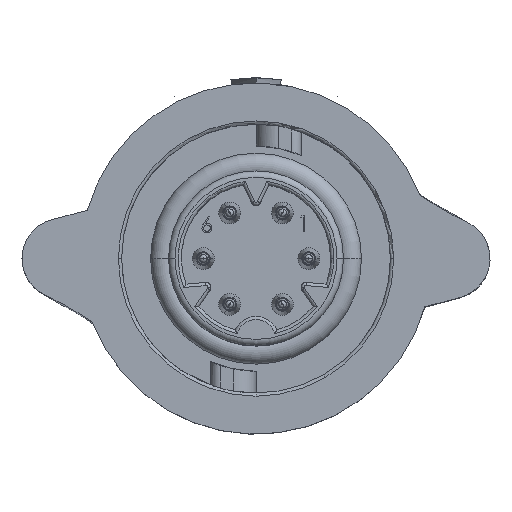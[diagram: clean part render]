
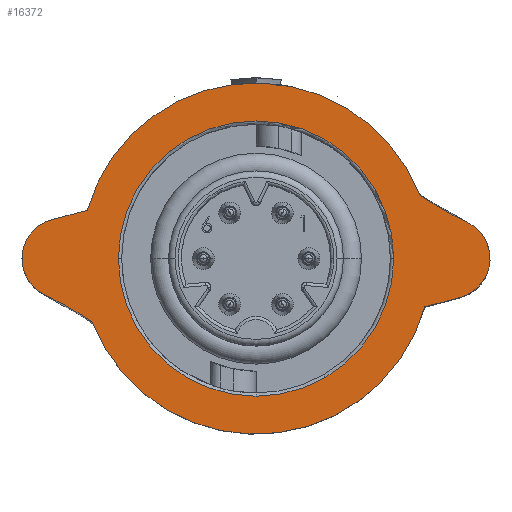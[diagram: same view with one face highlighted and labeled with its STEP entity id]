
A CAD part, top view. The second image highlights one B-rep face of the part: STEP entity #16372.
In plain terms, the highlighted planar face has unit normal (0, 0, 1).
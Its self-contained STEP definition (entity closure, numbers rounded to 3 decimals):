
#50 = AXIS2_PLACEMENT_3D ( 'NONE', #19614, #5826, #10931 ) ;
#272 = EDGE_CURVE ( 'NONE', #1950, #17957, #20780, .T. ) ;
#430 = DIRECTION ( 'NONE',  ( 0., 0., 1. ) ) ;
#458 = CIRCLE ( 'NONE', #10958, 5.436 ) ;
#1020 = EDGE_CURVE ( 'NONE', #14048, #4304, #21702, .T. ) ;
#1463 = VERTEX_POINT ( 'NONE', #7256 ) ;
#1627 = AXIS2_PLACEMENT_3D ( 'NONE', #21065, #9485, #5255 ) ;
#1697 = DIRECTION ( 'NONE',  ( 0., 0., -1. ) ) ;
#1705 = EDGE_CURVE ( 'NONE', #20761, #19055, #10240, .T. ) ;
#1950 = VERTEX_POINT ( 'NONE', #18585 ) ;
#2268 = ORIENTED_EDGE ( 'NONE', *, *, #13870, .T. ) ;
#2644 = CIRCLE ( 'NONE', #13131, 6.934 ) ;
#2670 = EDGE_LOOP ( 'NONE', ( #6685, #11053, #20168, #9809, #16359, #2268, #20161, #8387, #10633 ) ) ;
#2989 = DIRECTION ( 'NONE',  ( 0.966, 0.259, 0. ) ) ;
#3338 = AXIS2_PLACEMENT_3D ( 'NONE', #12688, #5111, #19647 ) ;
#3743 = CARTESIAN_POINT ( 'NONE',  ( 0., 0., 18.72 ) ) ;
#3907 = CARTESIAN_POINT ( 'NONE',  ( 8.342, 1.431, 18.72 ) ) ;
#4101 = DIRECTION ( 'NONE',  ( -1., 0., 0. ) ) ;
#4304 = VERTEX_POINT ( 'NONE', #3907 ) ;
#4743 = CARTESIAN_POINT ( 'NONE',  ( -8.065, 1.533, 18.72 ) ) ;
#4955 = EDGE_CURVE ( 'NONE', #15328, #20235, #12519, .T. ) ;
#5036 = DIRECTION ( 'NONE',  ( -1., 0., 0. ) ) ;
#5111 = DIRECTION ( 'NONE',  ( 0., 0., -1. ) ) ;
#5184 = VECTOR ( 'NONE', #2989, 1000. ) ;
#5255 = DIRECTION ( 'NONE',  ( -1., 0., 0. ) ) ;
#5826 = DIRECTION ( 'NONE',  ( 0., 0., -1. ) ) ;
#6540 = VECTOR ( 'NONE', #22120, 1000. ) ;
#6685 = ORIENTED_EDGE ( 'NONE', *, *, #6910, .T. ) ;
#6736 = DIRECTION ( 'NONE',  ( 0., 0., 1. ) ) ;
#6910 = EDGE_CURVE ( 'NONE', #4304, #1463, #15272, .T. ) ;
#7054 = CARTESIAN_POINT ( 'NONE',  ( -8.065, 1.533, 18.72 ) ) ;
#7256 = CARTESIAN_POINT ( 'NONE',  ( 6.462, 2.516, 18.72 ) ) ;
#7348 = CARTESIAN_POINT ( 'NONE',  ( -7.654, 0., 18.72 ) ) ;
#7460 = FACE_OUTER_BOUND ( 'NONE', #2670, .T. ) ;
#7575 = FACE_BOUND ( 'NONE', #21644, .T. ) ;
#7681 = ORIENTED_EDGE ( 'NONE', *, *, #9173, .T. ) ;
#7861 = CIRCLE ( 'NONE', #13691, 1.587 ) ;
#7936 = CARTESIAN_POINT ( 'NONE',  ( 6.666, -1.908, 18.72 ) ) ;
#8387 = ORIENTED_EDGE ( 'NONE', *, *, #17766, .T. ) ;
#8594 = VERTEX_POINT ( 'NONE', #12562 ) ;
#8862 = CIRCLE ( 'NONE', #1627, 1.587 ) ;
#9173 = EDGE_CURVE ( 'NONE', #20235, #15328, #458, .T. ) ;
#9446 = EDGE_CURVE ( 'NONE', #1463, #1950, #2644, .T. ) ;
#9485 = DIRECTION ( 'NONE',  ( 0., 0., 1. ) ) ;
#9718 = DIRECTION ( 'NONE',  ( 0., 0., -1. ) ) ;
#9809 = ORIENTED_EDGE ( 'NONE', *, *, #20918, .T. ) ;
#9964 = CARTESIAN_POINT ( 'NONE',  ( 0., 0., 18.72 ) ) ;
#10055 = DIRECTION ( 'NONE',  ( -1., 0., 0. ) ) ;
#10240 = CIRCLE ( 'NONE', #15341, 6.934 ) ;
#10633 = ORIENTED_EDGE ( 'NONE', *, *, #1020, .T. ) ;
#10931 = DIRECTION ( 'NONE',  ( -1., 0., 0. ) ) ;
#10937 = ORIENTED_EDGE ( 'NONE', *, *, #4955, .T. ) ;
#10958 = AXIS2_PLACEMENT_3D ( 'NONE', #3743, #1697, #18997 ) ;
#11027 = CARTESIAN_POINT ( 'NONE',  ( 5.436, 0., 18.72 ) ) ;
#11053 = ORIENTED_EDGE ( 'NONE', *, *, #9446, .T. ) ;
#11102 = DIRECTION ( 'NONE',  ( 0., 0., 1. ) ) ;
#11625 = CARTESIAN_POINT ( 'NONE',  ( 8.065, -1.533, 18.72 ) ) ;
#11872 = AXIS2_PLACEMENT_3D ( 'NONE', #22298, #6736, #5036 ) ;
#12519 = CIRCLE ( 'NONE', #16166, 5.436 ) ;
#12522 = CARTESIAN_POINT ( 'NONE',  ( -8.342, -1.431, 18.72 ) ) ;
#12562 = CARTESIAN_POINT ( 'NONE',  ( -9.242, 0., 18.72 ) ) ;
#12564 = CARTESIAN_POINT ( 'NONE',  ( 0., 0., 18.72 ) ) ;
#12688 = CARTESIAN_POINT ( 'NONE',  ( 0., -6.934, 18.72 ) ) ;
#13131 = AXIS2_PLACEMENT_3D ( 'NONE', #12564, #19634, #17943 ) ;
#13141 = CARTESIAN_POINT ( 'NONE',  ( -14.618, -14.478, 18.72 ) ) ;
#13618 = CARTESIAN_POINT ( 'NONE',  ( -6.462, -2.516, 18.72 ) ) ;
#13691 = AXIS2_PLACEMENT_3D ( 'NONE', #7348, #430, #14304 ) ;
#13741 = EDGE_CURVE ( 'NONE', #8594, #20155, #8862, .T. ) ;
#13870 = EDGE_CURVE ( 'NONE', #20155, #20761, #14686, .T. ) ;
#14048 = VERTEX_POINT ( 'NONE', #11625 ) ;
#14304 = DIRECTION ( 'NONE',  ( -1., 0., 0. ) ) ;
#14686 = CIRCLE ( 'NONE', #15785, 14.478 ) ;
#15272 = CIRCLE ( 'NONE', #50, 14.478 ) ;
#15328 = VERTEX_POINT ( 'NONE', #22343 ) ;
#15333 = DIRECTION ( 'NONE',  ( 0., 0., -1. ) ) ;
#15341 = AXIS2_PLACEMENT_3D ( 'NONE', #19568, #11102, #4101 ) ;
#15465 = PLANE ( 'NONE',  #3338 ) ;
#15785 = AXIS2_PLACEMENT_3D ( 'NONE', #13141, #9718, #10055 ) ;
#16166 = AXIS2_PLACEMENT_3D ( 'NONE', #9964, #15333, #22249 ) ;
#16359 = ORIENTED_EDGE ( 'NONE', *, *, #13741, .T. ) ;
#16372 = ADVANCED_FACE ( 'NONE', ( #7575, #7460 ), #15465, .F. ) ;
#17766 = EDGE_CURVE ( 'NONE', #19055, #14048, #18803, .T. ) ;
#17943 = DIRECTION ( 'NONE',  ( -1., 0., 0. ) ) ;
#17957 = VERTEX_POINT ( 'NONE', #7054 ) ;
#18585 = CARTESIAN_POINT ( 'NONE',  ( -6.666, 1.908, 18.72 ) ) ;
#18803 = LINE ( 'NONE', #18915, #5184 ) ;
#18915 = CARTESIAN_POINT ( 'NONE',  ( 8.065, -1.533, 18.72 ) ) ;
#18997 = DIRECTION ( 'NONE',  ( 1., 0., 0. ) ) ;
#19055 = VERTEX_POINT ( 'NONE', #7936 ) ;
#19568 = CARTESIAN_POINT ( 'NONE',  ( 0., 0., 18.72 ) ) ;
#19614 = CARTESIAN_POINT ( 'NONE',  ( 14.618, 14.478, 18.72 ) ) ;
#19634 = DIRECTION ( 'NONE',  ( 0., 0., 1. ) ) ;
#19647 = DIRECTION ( 'NONE',  ( -1., 0., 0. ) ) ;
#20155 = VERTEX_POINT ( 'NONE', #12522 ) ;
#20161 = ORIENTED_EDGE ( 'NONE', *, *, #1705, .T. ) ;
#20168 = ORIENTED_EDGE ( 'NONE', *, *, #272, .T. ) ;
#20235 = VERTEX_POINT ( 'NONE', #11027 ) ;
#20761 = VERTEX_POINT ( 'NONE', #13618 ) ;
#20780 = LINE ( 'NONE', #4743, #6540 ) ;
#20918 = EDGE_CURVE ( 'NONE', #17957, #8594, #7861, .T. ) ;
#21065 = CARTESIAN_POINT ( 'NONE',  ( -7.654, 0., 18.72 ) ) ;
#21644 = EDGE_LOOP ( 'NONE', ( #7681, #10937 ) ) ;
#21702 = CIRCLE ( 'NONE', #11872, 1.588 ) ;
#22120 = DIRECTION ( 'NONE',  ( -0.966, -0.259, 0. ) ) ;
#22249 = DIRECTION ( 'NONE',  ( 1., 0., 0. ) ) ;
#22298 = CARTESIAN_POINT ( 'NONE',  ( 7.654, 0., 18.72 ) ) ;
#22343 = CARTESIAN_POINT ( 'NONE',  ( -5.436, 0., 18.72 ) ) ;
